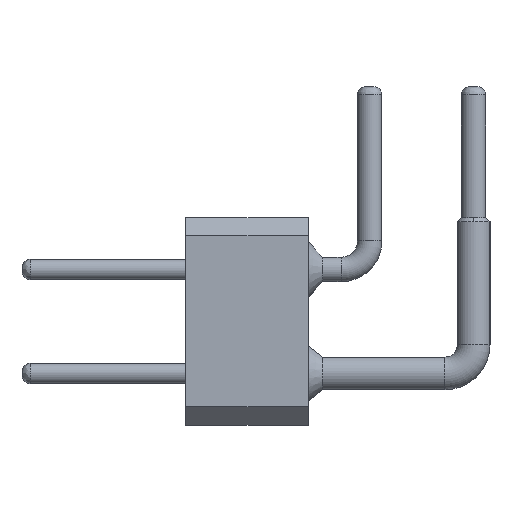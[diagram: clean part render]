
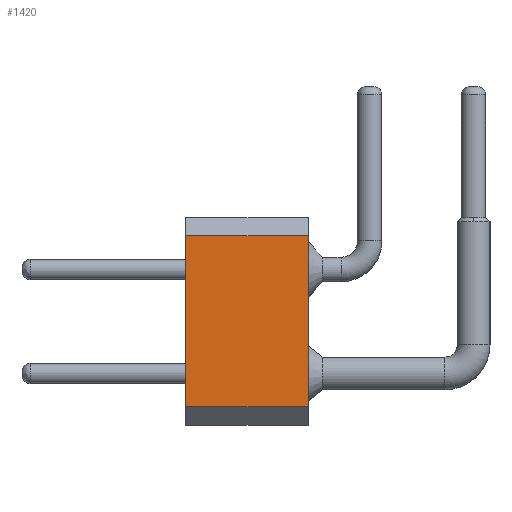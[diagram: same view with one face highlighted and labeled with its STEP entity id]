
A CAD part, left-side view. The second image highlights one B-rep face of the part: STEP entity #1420.
In plain terms, the highlighted planar face has unit normal (-1, 0, 0).
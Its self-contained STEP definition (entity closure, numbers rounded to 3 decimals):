
#1365=CARTESIAN_POINT('',(0.,3.,0.82));
#1366=VERTEX_POINT('',#1365);
#1373=CARTESIAN_POINT('',(0.,0.,0.82));
#1374=VERTEX_POINT('',#1373);
#1375=CARTESIAN_POINT('',(0.,3.,0.82));
#1376=DIRECTION('',(0.,-1.,0.));
#1377=VECTOR('',#1376,3.);
#1378=LINE('',#1375,#1377);
#1379=EDGE_CURVE('',#1366,#1374,#1378,.T.);
#1390=CARTESIAN_POINT('',(0.,0.,-3.81));
#1391=DIRECTION('',(0.,0.,1.));
#1392=DIRECTION('',(-1.,0.,0.));
#1393=AXIS2_PLACEMENT_3D('',#1390,#1392,#1391);
#1394=PLANE('',#1393);
#1395=CARTESIAN_POINT('',(0.,3.,-3.36));
#1396=VERTEX_POINT('',#1395);
#1397=CARTESIAN_POINT('',(0.,3.,-3.36));
#1398=DIRECTION('',(0.,0.,1.));
#1399=VECTOR('',#1398,4.18);
#1400=LINE('',#1397,#1399);
#1401=EDGE_CURVE('',#1396,#1366,#1400,.T.);
#1402=ORIENTED_EDGE('',*,*,#1401,.F.);
#1403=CARTESIAN_POINT('',(0.,0.,-3.36));
#1404=VERTEX_POINT('',#1403);
#1405=CARTESIAN_POINT('',(0.,3.,-3.36));
#1406=DIRECTION('',(0.,-1.,0.));
#1407=VECTOR('',#1406,3.);
#1408=LINE('',#1405,#1407);
#1409=EDGE_CURVE('',#1396,#1404,#1408,.T.);
#1410=ORIENTED_EDGE('',*,*,#1409,.T.);
#1411=CARTESIAN_POINT('',(0.,0.,0.82));
#1412=DIRECTION('',(0.,0.,-1.));
#1413=VECTOR('',#1412,4.18);
#1414=LINE('',#1411,#1413);
#1415=EDGE_CURVE('',#1374,#1404,#1414,.T.);
#1416=ORIENTED_EDGE('',*,*,#1415,.F.);
#1417=ORIENTED_EDGE('',*,*,#1379,.F.);
#1418=EDGE_LOOP('',(#1402,#1410,#1416,#1417));
#1419=FACE_OUTER_BOUND('',#1418,.T.);
#1420=ADVANCED_FACE('',(#1419),#1394,.T.);
